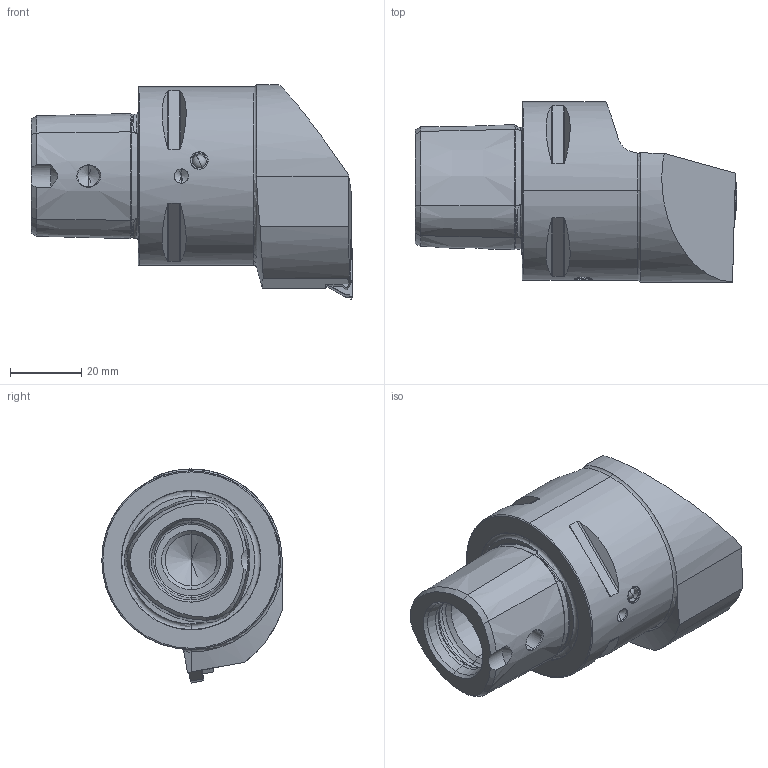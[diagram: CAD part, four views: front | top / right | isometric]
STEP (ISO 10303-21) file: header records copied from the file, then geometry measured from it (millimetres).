
FILE_DESCRIPTION (( 'STEP AP214' ), '1' );
FILE_NAME ('PS5.KGB.RGA.060.STEP', '2024-04-03T05:04:25', ( '' ), ( '' ), 'SwSTEP 2.0', 'SolidWorks 2022', '' );
FILE_SCHEMA (( 'AUTOMOTIVE_DESIGN' ));
Length unit declared in the file: millimetre
Products named in the file (7): WGB-ER3.001.007_A; LT16EL; PS5.KGB.RGA.060; WGB-ER2.001.012_A; PS5-KGB.RGA.060_A_Fertigbearbeitung; KVT_MB_600_050; WGB-ER2.101.003_A
Assembly tree (6 placements, depth 2):
  PS5.KGB.RGA.060
    PS5-KGB.RGA.060_A_Fertigbearbeitung
    KVT_MB_600_050
    WGB-ER3.001.007_A
    LT16EL
    WGB-ER2.001.012_A
    WGB-ER2.101.003_A
Bounding box: 90 x 50.5 x 59.91 mm (x, y, z)
Volume: 104931.9 mm3; surface area: 20781.7 mm2
Topology: 7 solids, 7 shells, 319 faces, 763 edges, 458 vertices
Faces by surface type: cylinder 98, cone 96, plane 88, torus 35, sphere 2
Entity records: 10220 total; most frequent: CARTESIAN_POINT 2565, DIRECTION 1567, ORIENTED_EDGE 1488, EDGE_CURVE 744, AXIS2_PLACEMENT_3D 615, VERTEX_POINT 455, EDGE_LOOP 345, LINE 337
